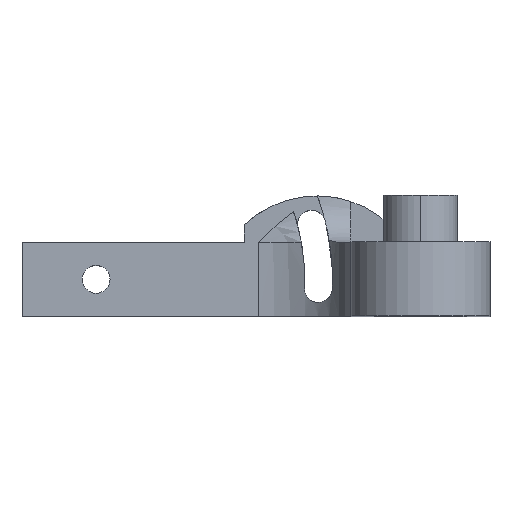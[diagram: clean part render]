
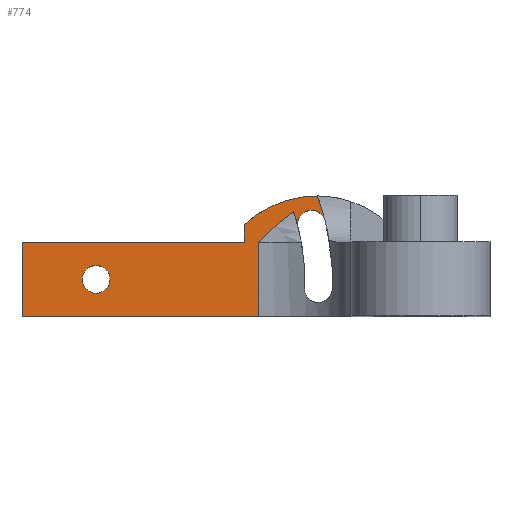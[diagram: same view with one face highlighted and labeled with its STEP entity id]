
A CAD part, top view. The second image highlights one B-rep face of the part: STEP entity #774.
In plain terms, the highlighted planar face has unit normal (0, 0, 1).
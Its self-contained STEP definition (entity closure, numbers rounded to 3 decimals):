
#11 = PLANE ( 'NONE',  #972 ) ;
#18 = AXIS2_PLACEMENT_3D ( 'NONE', #469, #1509, #1657 ) ;
#20 = VERTEX_POINT ( 'NONE', #1328 ) ;
#46 = CIRCLE ( 'NONE', #18, 1.5 ) ;
#61 = ORIENTED_EDGE ( 'NONE', *, *, #1563, .T. ) ;
#107 = CARTESIAN_POINT ( 'NONE',  ( -17.5, 8., -32.5 ) ) ;
#126 = VERTEX_POINT ( 'NONE', #334 ) ;
#148 = CARTESIAN_POINT ( 'NONE',  ( -19., 8., -32.5 ) ) ;
#153 = DIRECTION ( 'NONE',  ( 0., 0., 1. ) ) ;
#158 = AXIS2_PLACEMENT_3D ( 'NONE', #1417, #1576, #1583 ) ;
#166 = VECTOR ( 'NONE', #1170, 1000. ) ;
#186 = LINE ( 'NONE', #1557, #372 ) ;
#192 = CIRCLE ( 'NONE', #1725, 1.5 ) ;
#228 = EDGE_CURVE ( 'NONE', #254, #2158, #968, .T. ) ;
#254 = VERTEX_POINT ( 'NONE', #504 ) ;
#256 = CIRCLE ( 'NONE', #158, 1.5 ) ;
#259 = DIRECTION ( 'NONE',  ( 0., 0., -1. ) ) ;
#260 = CARTESIAN_POINT ( 'NONE',  ( -10.3, 10.335, -32.5 ) ) ;
#313 = CARTESIAN_POINT ( 'NONE',  ( -43., 8., -32.5 ) ) ;
#334 = CARTESIAN_POINT ( 'NONE',  ( -43., 8., -32.5 ) ) ;
#337 = CARTESIAN_POINT ( 'NONE',  ( -13.205, 9.59, -32.5 ) ) ;
#355 = EDGE_CURVE ( 'NONE', #126, #254, #1921, .T. ) ;
#372 = VECTOR ( 'NONE', #1382, 1000. ) ;
#379 = FACE_OUTER_BOUND ( 'NONE', #454, .T. ) ;
#390 = CARTESIAN_POINT ( 'NONE',  ( -11.752, 9.963, -32.5 ) ) ;
#429 = AXIS2_PLACEMENT_3D ( 'NONE', #390, #706, #531 ) ;
#454 = EDGE_LOOP ( 'NONE', ( #553, #61, #520, #1781, #2044, #758, #1910, #1018, #1274, #702, #850 ) ) ;
#469 = CARTESIAN_POINT ( 'NONE',  ( -35., 4., -32.5 ) ) ;
#504 = CARTESIAN_POINT ( 'NONE',  ( -19., 8., -32.5 ) ) ;
#520 = ORIENTED_EDGE ( 'NONE', *, *, #675, .T. ) ;
#531 = DIRECTION ( 'NONE',  ( -1., 0., 0. ) ) ;
#553 = ORIENTED_EDGE ( 'NONE', *, *, #1902, .T. ) ;
#578 = DIRECTION ( 'NONE',  ( 0., -1., 0. ) ) ;
#596 = AXIS2_PLACEMENT_3D ( 'NONE', #618, #259, #1670 ) ;
#615 = CARTESIAN_POINT ( 'NONE',  ( -15.071, 10.316, -32.5 ) ) ;
#618 = CARTESIAN_POINT ( 'NONE',  ( -35., 4., -32.5 ) ) ;
#629 = DIRECTION ( 'NONE',  ( 0., -1., 0. ) ) ;
#675 = EDGE_CURVE ( 'NONE', #1299, #20, #1327, .T. ) ;
#676 = CARTESIAN_POINT ( 'NONE',  ( -43., 8., -32.5 ) ) ;
#683 = CARTESIAN_POINT ( 'NONE',  ( -33.5, 4., -32.5 ) ) ;
#702 = ORIENTED_EDGE ( 'NONE', *, *, #2109, .T. ) ;
#706 = DIRECTION ( 'NONE',  ( 0., 0., -1. ) ) ;
#719 = EDGE_CURVE ( 'NONE', #1839, #2157, #46, .T. ) ;
#758 = ORIENTED_EDGE ( 'NONE', *, *, #355, .F. ) ;
#774 = ADVANCED_FACE ( 'NONE', ( #1692, #379 ), #11, .F. ) ;
#850 = ORIENTED_EDGE ( 'NONE', *, *, #2137, .T. ) ;
#883 = CARTESIAN_POINT ( 'NONE',  ( -43., 8., -32.5 ) ) ;
#912 = EDGE_LOOP ( 'NONE', ( #1254, #1068 ) ) ;
#913 = CARTESIAN_POINT ( 'NONE',  ( -35., 4., -32.5 ) ) ;
#958 = AXIS2_PLACEMENT_3D ( 'NONE', #1821, #1310, #1990 ) ;
#968 = LINE ( 'NONE', #148, #166 ) ;
#972 = AXIS2_PLACEMENT_3D ( 'NONE', #883, #1011, #1531 ) ;
#998 = CIRCLE ( 'NONE', #958, 11.525 ) ;
#1011 = DIRECTION ( 'NONE',  ( 0., 0., -1. ) ) ;
#1018 = ORIENTED_EDGE ( 'NONE', *, *, #1871, .T. ) ;
#1063 = VERTEX_POINT ( 'NONE', #1501 ) ;
#1068 = ORIENTED_EDGE ( 'NONE', *, *, #719, .F. ) ;
#1073 = EDGE_CURVE ( 'NONE', #2158, #20, #998, .T. ) ;
#1112 = CARTESIAN_POINT ( 'NONE',  ( -16.907, 8.593, -32.5 ) ) ;
#1129 = VERTEX_POINT ( 'NONE', #1618 ) ;
#1134 = VECTOR ( 'NONE', #2050, 1000. ) ;
#1170 = DIRECTION ( 'NONE',  ( 0., 1., 0. ) ) ;
#1254 = ORIENTED_EDGE ( 'NONE', *, *, #1936, .F. ) ;
#1255 = LINE ( 'NONE', #2121, #2146 ) ;
#1274 = ORIENTED_EDGE ( 'NONE', *, *, #2054, .F. ) ;
#1299 = VERTEX_POINT ( 'NONE', #260 ) ;
#1301 = CARTESIAN_POINT ( 'NONE',  ( -14.424, 10.851, -32.5 ) ) ;
#1310 = DIRECTION ( 'NONE',  ( 0., 0., -1. ) ) ;
#1327 = CIRCLE ( 'NONE', #1393, 25.5 ) ;
#1328 = CARTESIAN_POINT ( 'NONE',  ( -11.141, 13., -32.5 ) ) ;
#1329 = CARTESIAN_POINT ( 'NONE',  ( -35., 4., -32.5 ) ) ;
#1382 = DIRECTION ( 'NONE',  ( 1., 0., 0. ) ) ;
#1391 = CIRCLE ( 'NONE', #429, 1.5 ) ;
#1393 = AXIS2_PLACEMENT_3D ( 'NONE', #1329, #153, #1841 ) ;
#1417 = CARTESIAN_POINT ( 'NONE',  ( -11.752, 9.963, -32.5 ) ) ;
#1438 = VERTEX_POINT ( 'NONE', #337 ) ;
#1471 = CARTESIAN_POINT ( 'NONE',  ( -36.5, 4., -32.5 ) ) ;
#1473 = EDGE_CURVE ( 'NONE', #126, #2147, #1843, .T. ) ;
#1501 = CARTESIAN_POINT ( 'NONE',  ( -17.5, 8., -32.5 ) ) ;
#1509 = DIRECTION ( 'NONE',  ( 0., 0., 1. ) ) ;
#1531 = DIRECTION ( 'NONE',  ( -1., 0., 0. ) ) ;
#1557 = CARTESIAN_POINT ( 'NONE',  ( -43., 0., -32.5 ) ) ;
#1563 = EDGE_CURVE ( 'NONE', #1129, #1299, #1391, .T. ) ;
#1567 = VERTEX_POINT ( 'NONE', #1885 ) ;
#1576 = DIRECTION ( 'NONE',  ( 0., 0., -1. ) ) ;
#1583 = DIRECTION ( 'NONE',  ( -1., 0., 0. ) ) ;
#1612 = CARTESIAN_POINT ( 'NONE',  ( -16.311, 9.188, -32.5 ) ) ;
#1618 = CARTESIAN_POINT ( 'NONE',  ( -13.252, 9.963, -32.5 ) ) ;
#1636 = CARTESIAN_POINT ( 'NONE',  ( -43., 0., -32.5 ) ) ;
#1646 = CARTESIAN_POINT ( 'NONE',  ( -13.725, 11.324, -32.5 ) ) ;
#1657 = DIRECTION ( 'NONE',  ( -1., 0., 0. ) ) ;
#1670 = DIRECTION ( 'NONE',  ( -1., 0., 0. ) ) ;
#1692 = FACE_BOUND ( 'NONE', #912, .T. ) ;
#1711 = CIRCLE ( 'NONE', #596, 22.5 ) ;
#1725 = AXIS2_PLACEMENT_3D ( 'NONE', #913, #1939, #1928 ) ;
#1781 = ORIENTED_EDGE ( 'NONE', *, *, #1073, .F. ) ;
#1815 = CARTESIAN_POINT ( 'NONE',  ( -19., 9.896, -32.5 ) ) ;
#1821 = CARTESIAN_POINT ( 'NONE',  ( -11.131, 1.475, -32.5 ) ) ;
#1839 = VERTEX_POINT ( 'NONE', #683 ) ;
#1841 = DIRECTION ( 'NONE',  ( -1., 0., 0. ) ) ;
#1843 = LINE ( 'NONE', #313, #1968 ) ;
#1871 = EDGE_CURVE ( 'NONE', #2147, #2168, #186, .T. ) ;
#1885 = CARTESIAN_POINT ( 'NONE',  ( -13.725, 11.324, -32.5 ) ) ;
#1902 = EDGE_CURVE ( 'NONE', #1438, #1129, #256, .T. ) ;
#1910 = ORIENTED_EDGE ( 'NONE', *, *, #1473, .T. ) ;
#1921 = LINE ( 'NONE', #676, #1134 ) ;
#1928 = DIRECTION ( 'NONE',  ( -1., 0., 0. ) ) ;
#1936 = EDGE_CURVE ( 'NONE', #2157, #1839, #192, .T. ) ;
#1939 = DIRECTION ( 'NONE',  ( 0., 0., 1. ) ) ;
#1968 = VECTOR ( 'NONE', #629, 1000. ) ;
#1978 = CARTESIAN_POINT ( 'NONE',  ( -17.5, 0., -32.5 ) ) ;
#1990 = DIRECTION ( 'NONE',  ( -1., 0., 0. ) ) ;
#2041 = B_SPLINE_CURVE_WITH_KNOTS ( 'NONE', 3,
 ( #107, #1112, #1612, #615, #1301, #1646 ),
 .UNSPECIFIED., .F., .F.,
 ( 4, 2, 4 ),
 ( 0., 0.003, 0.005 ),
 .UNSPECIFIED. ) ;
#2044 = ORIENTED_EDGE ( 'NONE', *, *, #228, .F. ) ;
#2050 = DIRECTION ( 'NONE',  ( 1., 0., 0. ) ) ;
#2054 = EDGE_CURVE ( 'NONE', #1063, #2168, #1255, .T. ) ;
#2109 = EDGE_CURVE ( 'NONE', #1063, #1567, #2041, .T. ) ;
#2121 = CARTESIAN_POINT ( 'NONE',  ( -17.5, 8., -32.5 ) ) ;
#2137 = EDGE_CURVE ( 'NONE', #1567, #1438, #1711, .T. ) ;
#2146 = VECTOR ( 'NONE', #578, 1000. ) ;
#2147 = VERTEX_POINT ( 'NONE', #1636 ) ;
#2157 = VERTEX_POINT ( 'NONE', #1471 ) ;
#2158 = VERTEX_POINT ( 'NONE', #1815 ) ;
#2168 = VERTEX_POINT ( 'NONE', #1978 ) ;
